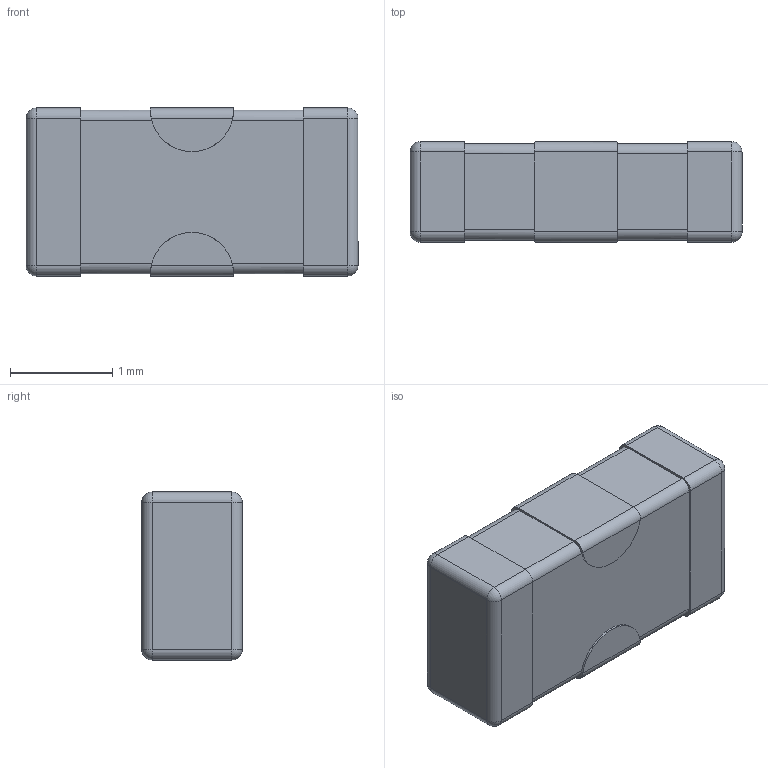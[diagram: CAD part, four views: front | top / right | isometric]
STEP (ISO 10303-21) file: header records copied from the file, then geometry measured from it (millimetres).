
FILE_DESCRIPTION (( 'STEP AP214' ), '1' );
FILE_NAME ('FV1206.STEP', '2023-07-20T13:09:54', ( '' ), ( '' ), 'SwSTEP 2.0', 'SolidWorks 2022', '' );
FILE_SCHEMA (( 'AUTOMOTIVE_DESIGN' ));
Length unit declared in the file: millimetre
Products named in the file (1): FV1206
Bounding box: 3.24 x 0.98 x 1.64 mm (x, y, z)
Volume: 5 mm3; surface area: 19.3 mm2
Topology: 1 solids, 1 shells, 70 faces, 174 edges, 100 vertices
Faces by surface type: cylinder 34, plane 28, sphere 8
Entity records: 2342 total; most frequent: CARTESIAN_POINT 529, DIRECTION 352, ORIENTED_EDGE 332, EDGE_CURVE 166, AXIS2_PLACEMENT_3D 131, VERTEX_POINT 100, VECTOR 90, LINE 90
